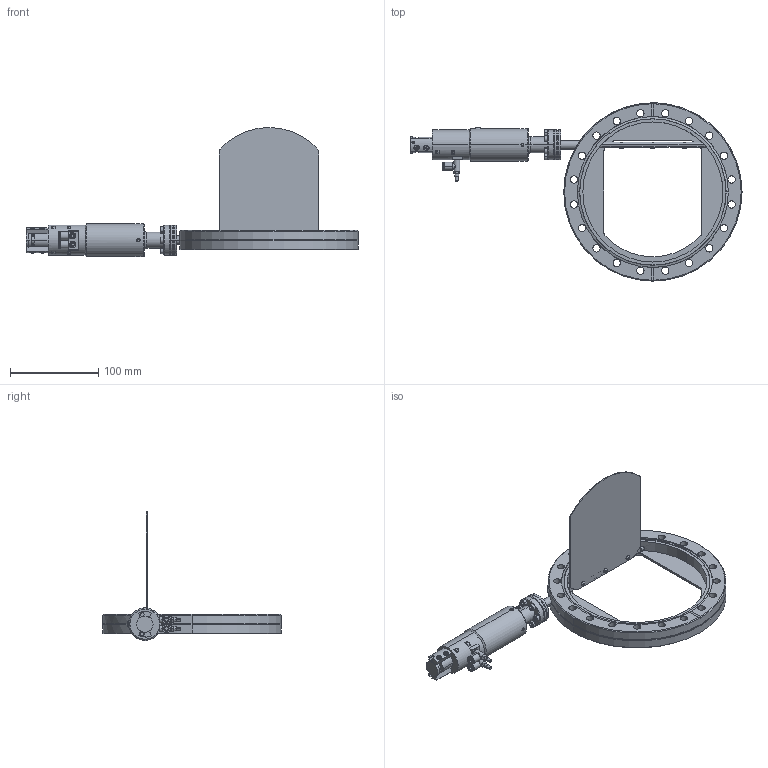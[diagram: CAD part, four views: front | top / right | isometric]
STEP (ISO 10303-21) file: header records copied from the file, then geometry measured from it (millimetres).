
FILE_DESCRIPTION (( 'STEP AP214' ), '1' );
FILE_NAME ('420MBL160-p.stp', '2017-03-14T09:15:46', ( '' ), ( '' ), 'SwSTEP 2.0', 'SolidWorks 2015', '' );
FILE_SCHEMA (( 'AUTOMOTIVE_DESIGN' ));
Length unit declared in the file: millimetre
Products named in the file (1): 420MBL160-p
Bounding box: 376.95 x 202.4 x 146.5 mm (x, y, z)
Volume: 411954 mm3; surface area: 147666.9 mm2
Topology: 29 solids, 37 shells, 1350 faces, 3202 edges, 1979 vertices
Faces by surface type: plane 568, cylinder 413, cone 193, bspline 94, torus 74, sphere 8
Entity records: 55791 total; most frequent: CARTESIAN_POINT 12179, DIRECTION 6475, ORIENTED_EDGE 6312, EDGE_CURVE 3156, AXIS2_PLACEMENT_3D 2523, VERTEX_POINT 1979, EDGE_LOOP 1571, VECTOR 1429
